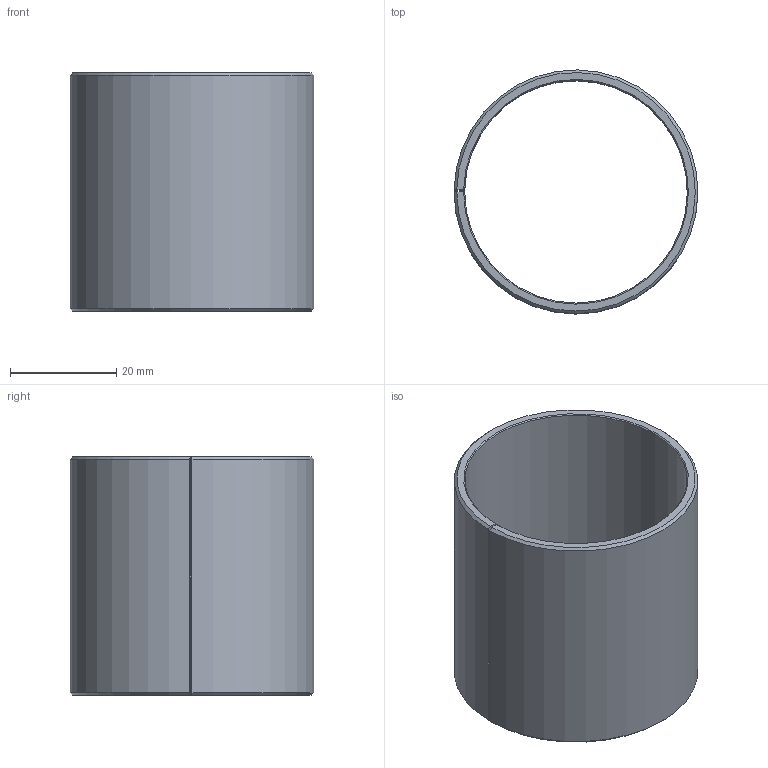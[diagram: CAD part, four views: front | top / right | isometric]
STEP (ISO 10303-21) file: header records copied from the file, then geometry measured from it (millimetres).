
FILE_DESCRIPTION(('STEP AP203'),'1');
FILE_NAME('490-AB090-4245.stp','2016-09-24T05:38:31',(' '),(' '),'Spatial InterOp 3D',' ',' ');
FILE_SCHEMA(('CONFIG_CONTROL_DESIGN'));
Length unit declared in the file: metre
Products named in the file (2): 490-AB090-4245
Assembly tree (1 placements, depth 2):
  (unnamed)
    490-AB090-4245
Bounding box: 46 x 46 x 45 mm (x, y, z)
Volume: 12365.1 mm3; surface area: 13021.2 mm2
Topology: 1 solids, 1 shells, 10 faces, 24 edges, 16 vertices
Faces by surface type: cone 4, plane 4, cylinder 2
Entity records: 396 total; most frequent: DIRECTION 56, CARTESIAN_POINT 52, ORIENTED_EDGE 48, EDGE_CURVE 24, AXIS2_PLACEMENT_3D 20, VERTEX_POINT 16, LINE 16, VECTOR 16
